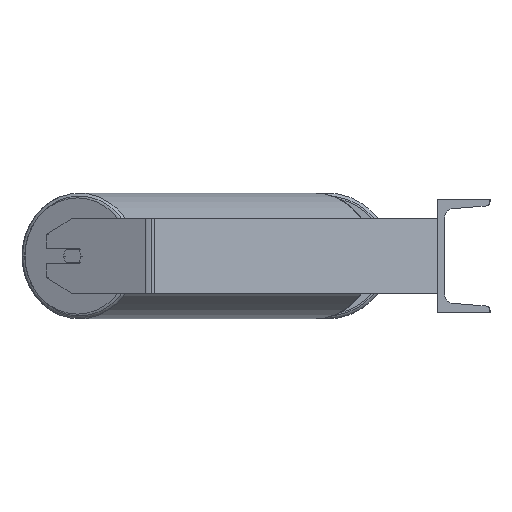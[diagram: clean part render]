
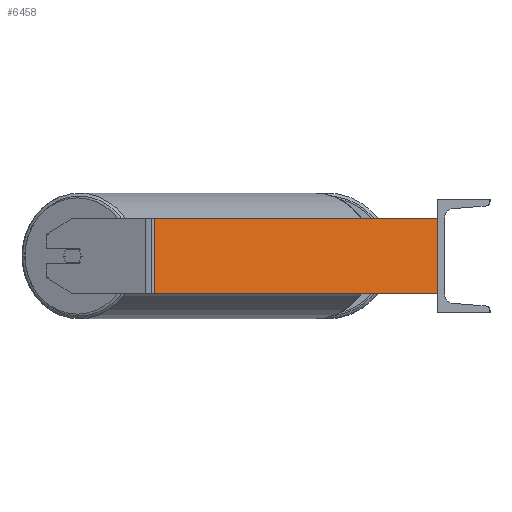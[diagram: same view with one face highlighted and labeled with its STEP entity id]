
A CAD part, left-side view. The second image highlights one B-rep face of the part: STEP entity #6458.
In plain terms, the highlighted planar face has unit normal (-0.985, -0.174, 0).
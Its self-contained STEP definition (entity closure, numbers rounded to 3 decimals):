
#115 = LINE ( 'NONE', #8651, #4819 ) ;
#248 = CARTESIAN_POINT ( 'NONE',  ( -937.882, 299.907, -40. ) ) ;
#562 = PLANE ( 'NONE',  #7818 ) ;
#988 = LINE ( 'NONE', #8127, #2418 ) ;
#1290 = DIRECTION ( 'NONE',  ( -0.174, 0.985, 0. ) ) ;
#1298 = VERTEX_POINT ( 'NONE', #248 ) ;
#2299 = EDGE_CURVE ( 'NONE', #4616, #7057, #115, .T. ) ;
#2418 = VECTOR ( 'NONE', #6651, 1000. ) ;
#2591 = ORIENTED_EDGE ( 'NONE', *, *, #7141, .F. ) ;
#3334 = CARTESIAN_POINT ( 'NONE',  ( -885., 0., 40. ) ) ;
#3481 = LINE ( 'NONE', #6273, #3998 ) ;
#3633 = VERTEX_POINT ( 'NONE', #7193 ) ;
#3929 = CARTESIAN_POINT ( 'NONE',  ( -938.758, 304.875, 40. ) ) ;
#3998 = VECTOR ( 'NONE', #9108, 1000. ) ;
#4016 = VECTOR ( 'NONE', #6723, 1000. ) ;
#4164 = CARTESIAN_POINT ( 'NONE',  ( -938.758, 304.875, 40. ) ) ;
#4245 = EDGE_LOOP ( 'NONE', ( #6869, #4257, #2591, #7279 ) ) ;
#4257 = ORIENTED_EDGE ( 'NONE', *, *, #2299, .F. ) ;
#4616 = VERTEX_POINT ( 'NONE', #3334 ) ;
#4819 = VECTOR ( 'NONE', #7155, 1000. ) ;
#4881 = FACE_OUTER_BOUND ( 'NONE', #4245, .T. ) ;
#6273 = CARTESIAN_POINT ( 'NONE',  ( -937.882, 299.907, 40. ) ) ;
#6458 = ADVANCED_FACE ( 'NONE', ( #4881 ), #562, .F. ) ;
#6651 = DIRECTION ( 'NONE',  ( 0.174, -0.985, 0. ) ) ;
#6723 = DIRECTION ( 'NONE',  ( 0.174, -0.985, 0. ) ) ;
#6869 = ORIENTED_EDGE ( 'NONE', *, *, #6895, .T. ) ;
#6895 = EDGE_CURVE ( 'NONE', #1298, #7057, #988, .T. ) ;
#6963 = CARTESIAN_POINT ( 'NONE',  ( -885., 0., -40. ) ) ;
#7057 = VERTEX_POINT ( 'NONE', #6963 ) ;
#7141 = EDGE_CURVE ( 'NONE', #3633, #4616, #7400, .T. ) ;
#7155 = DIRECTION ( 'NONE',  ( 0., 0., -1. ) ) ;
#7193 = CARTESIAN_POINT ( 'NONE',  ( -937.882, 299.907, 40. ) ) ;
#7279 = ORIENTED_EDGE ( 'NONE', *, *, #7666, .T. ) ;
#7400 = LINE ( 'NONE', #3929, #4016 ) ;
#7582 = DIRECTION ( 'NONE',  ( 0.985, 0.174, 0. ) ) ;
#7666 = EDGE_CURVE ( 'NONE', #3633, #1298, #3481, .T. ) ;
#7818 = AXIS2_PLACEMENT_3D ( 'NONE', #4164, #7582, #1290 ) ;
#8127 = CARTESIAN_POINT ( 'NONE',  ( -938.758, 304.875, -40. ) ) ;
#8651 = CARTESIAN_POINT ( 'NONE',  ( -885., 0., 40. ) ) ;
#9108 = DIRECTION ( 'NONE',  ( 0., 0., -1. ) ) ;
